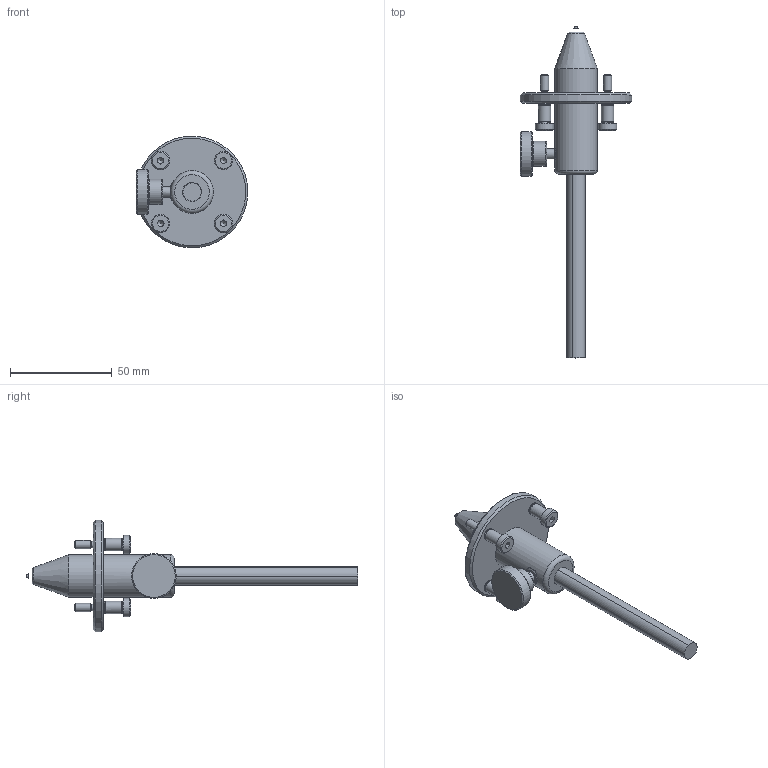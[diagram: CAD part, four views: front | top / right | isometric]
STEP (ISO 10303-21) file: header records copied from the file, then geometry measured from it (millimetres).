
FILE_DESCRIPTION(/* description */ (''),/* implementation_level */ '2;1');
FILE_NAME(/* name */ 'Endeffector_Simplyfied.stp',/* time_stamp */ '2023-05-06T11:11:15+02:00',/* author */ ('Serafin Kollegger'),/* organization */ (''),/* preprocessor_version */ 'ST-DEVELOPER v19',/* originating_system */ 'Autodesk Inventor 2023',/* authorisation */ '');
FILE_SCHEMA (('AUTOMOTIVE_DESIGN { 1 0 10303 214 3 1 1 }'));
Length unit declared in the file: millimetre
Products named in the file (1): Stifthalter_Ersatzobjekt_3
Bounding box: 54.99 x 163.5 x 54.97 mm (x, y, z)
Volume: 41802.6 mm3; surface area: 20136 mm2
Topology: 6 solids, 7 shells, 231 faces, 541 edges, 343 vertices
Faces by surface type: plane 108, torus 47, cylinder 44, cone 32
Full cylindrical faces by diameter (mm): 1.5 x1, 3 x4, 4 x4, 4.5 x4, 5 x10, 5.1 x4, 5.3 x1, 6 x4, 9 x4, 9.4 x1, 12.4 x1, 21 x2, 22 x1, 55 x1
Entity records: 7498 total; most frequent: CARTESIAN_POINT 1591, DIRECTION 1283, ORIENTED_EDGE 1100, EDGE_CURVE 550, AXIS2_PLACEMENT_3D 543, VERTEX_POINT 351, CIRCLE 303, EDGE_LOOP 278
